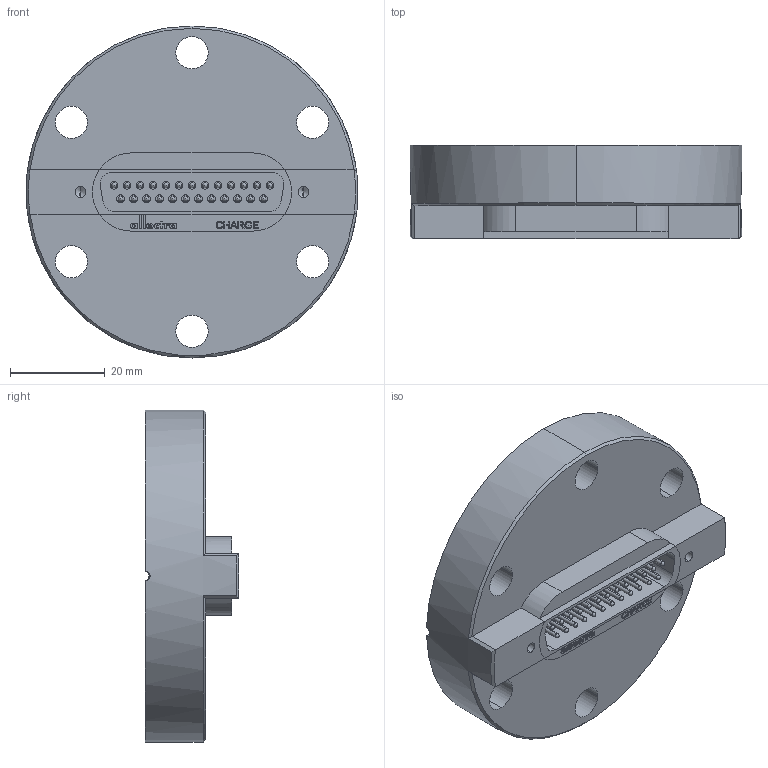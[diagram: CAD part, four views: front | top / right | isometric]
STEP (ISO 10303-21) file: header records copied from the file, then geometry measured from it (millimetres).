
FILE_DESCRIPTION (( 'STEP AP214' ), '1' );
FILE_NAME ('210-D25S-C40.step', '2025-02-17T20:27:08', ( '' ), ( '' ), 'SwSTEP 2.0', 'SolidWorks 2022', '' );
FILE_SCHEMA (( 'AUTOMOTIVE_DESIGN' ));
Length unit declared in the file: millimetre
Products named in the file (6): 9218-GLASS-1-1.85-4; 9210-PIN-FENI_Pin vergoldet; 218-D25SMALL-SS_218-D25-SMALL-SS; 210-D25S-C40; 9218-D25SMALL-SS-V22_25 pin 1mm; 9210-D25S-C40_9210-D225S-C40
Assembly tree (53 placements, depth 3):
  210-D25S-C40
    9210-D25S-C40_9210-D225S-C40
    218-D25SMALL-SS_218-D25-SMALL-SS
      9218-D25SMALL-SS-V22_25 pin 1mm
      9210-PIN-FENI_Pin vergoldet  x25
      9218-GLASS-1-1.85-4  x25
Bounding box: 70 x 19.7 x 70 mm (x, y, z)
Volume: 44646.6 mm3; surface area: 19885.2 mm2
Topology: 52 solids, 52 shells, 727 faces, 1807 edges, 1176 vertices
Faces by surface type: cylinder 340, plane 237, cone 69, sphere 50, bspline 27, torus 4
Entity records: 17068 total; most frequent: CARTESIAN_POINT 4416, DIRECTION 2648, ORIENTED_EDGE 2430, EDGE_CURVE 1215, AXIS2_PLACEMENT_3D 986, VERTEX_POINT 788, LINE 676, VECTOR 676
